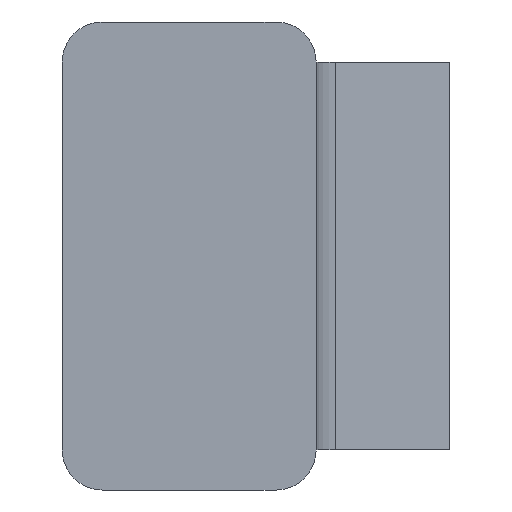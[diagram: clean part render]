
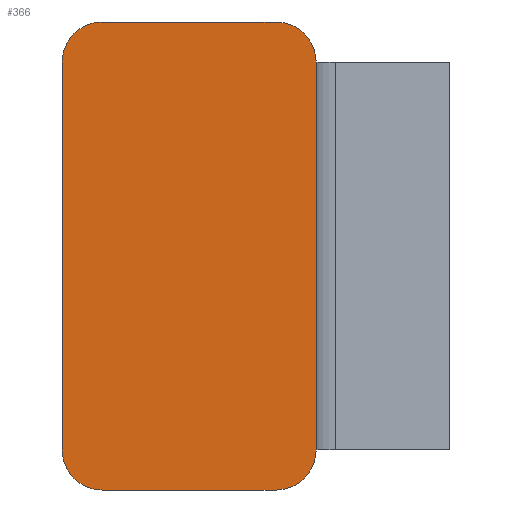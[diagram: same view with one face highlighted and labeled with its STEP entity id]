
A CAD part, left-side view. The second image highlights one B-rep face of the part: STEP entity #366.
In plain terms, the highlighted planar face has unit normal (-1, 0, 0).
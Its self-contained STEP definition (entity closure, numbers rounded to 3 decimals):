
#31=PLANE('',#424);
#50=FACE_OUTER_BOUND('',#75,.T.);
#75=EDGE_LOOP('',(#332,#333,#334,#335,#336,#337,#338,#339));
#79=LINE('',#548,#110);
#100=LINE('',#618,#131);
#105=LINE('',#633,#136);
#106=LINE('',#635,#137);
#110=VECTOR('',#438,10.);
#131=VECTOR('',#509,10.);
#136=VECTOR('',#528,10.);
#137=VECTOR('',#531,10.);
#148=CIRCLE('',#406,3.);
#152=CIRCLE('',#412,3.);
#153=CIRCLE('',#414,3.);
#156=CIRCLE('',#419,3.);
#161=VERTEX_POINT('',#545);
#162=VERTEX_POINT('',#547);
#177=VERTEX_POINT('',#591);
#183=VERTEX_POINT('',#607);
#184=VERTEX_POINT('',#611);
#185=VERTEX_POINT('',#613);
#186=VERTEX_POINT('',#617);
#189=VERTEX_POINT('',#625);
#195=EDGE_CURVE('',#162,#161,#79,.T.);
#218=EDGE_CURVE('',#177,#161,#148,.T.);
#225=EDGE_CURVE('',#162,#183,#152,.T.);
#228=EDGE_CURVE('',#184,#185,#153,.T.);
#230=EDGE_CURVE('',#185,#186,#100,.T.);
#234=EDGE_CURVE('',#186,#189,#156,.T.);
#238=EDGE_CURVE('',#183,#184,#105,.T.);
#239=EDGE_CURVE('',#177,#189,#106,.T.);
#332=ORIENTED_EDGE('',*,*,#218,.F.);
#333=ORIENTED_EDGE('',*,*,#239,.T.);
#334=ORIENTED_EDGE('',*,*,#234,.F.);
#335=ORIENTED_EDGE('',*,*,#230,.F.);
#336=ORIENTED_EDGE('',*,*,#228,.F.);
#337=ORIENTED_EDGE('',*,*,#238,.F.);
#338=ORIENTED_EDGE('',*,*,#225,.F.);
#339=ORIENTED_EDGE('',*,*,#195,.T.);
#366=ADVANCED_FACE('',(#50),#31,.T.);
#406=AXIS2_PLACEMENT_3D('',#593,#483,#484);
#412=AXIS2_PLACEMENT_3D('',#608,#498,#499);
#414=AXIS2_PLACEMENT_3D('',#614,#504,#505);
#419=AXIS2_PLACEMENT_3D('',#626,#517,#518);
#424=AXIS2_PLACEMENT_3D('',#636,#532,#533);
#438=DIRECTION('',(0.,0.,1.));
#483=DIRECTION('center_axis',(1.,0.,0.));
#484=DIRECTION('ref_axis',(0.,-1.,0.));
#498=DIRECTION('center_axis',(1.,0.,0.));
#499=DIRECTION('ref_axis',(0.,0.,-1.));
#504=DIRECTION('center_axis',(1.,0.,0.));
#505=DIRECTION('ref_axis',(0.,1.,0.));
#509=DIRECTION('',(0.,0.,1.));
#517=DIRECTION('center_axis',(1.,0.,0.));
#518=DIRECTION('ref_axis',(0.,0.,1.));
#528=DIRECTION('',(0.,1.,0.));
#531=DIRECTION('',(0.,1.,0.));
#532=DIRECTION('center_axis',(-1.,0.,0.));
#533=DIRECTION('ref_axis',(0.,0.,1.));
#545=CARTESIAN_POINT('',(-14.273,0.,-132.273));
#547=CARTESIAN_POINT('',(-14.273,0.,-161.273));
#548=CARTESIAN_POINT('',(-14.273,0.,-164.273));
#591=CARTESIAN_POINT('',(-14.273,3.,-129.273));
#593=CARTESIAN_POINT('Origin',(-14.273,3.,-132.273));
#607=CARTESIAN_POINT('',(-14.273,3.,-164.273));
#608=CARTESIAN_POINT('Origin',(-14.273,3.,-161.273));
#611=CARTESIAN_POINT('',(-14.273,16.,-164.273));
#613=CARTESIAN_POINT('',(-14.273,19.,-161.273));
#614=CARTESIAN_POINT('Origin',(-14.273,16.,-161.273));
#617=CARTESIAN_POINT('',(-14.273,19.,-132.273));
#618=CARTESIAN_POINT('',(-14.273,19.,-164.273));
#625=CARTESIAN_POINT('',(-14.273,16.,-129.273));
#626=CARTESIAN_POINT('Origin',(-14.273,16.,-132.273));
#633=CARTESIAN_POINT('',(-14.273,0.,-164.273));
#635=CARTESIAN_POINT('',(-14.273,0.,-129.273));
#636=CARTESIAN_POINT('Origin',(-14.273,0.,-164.273));
